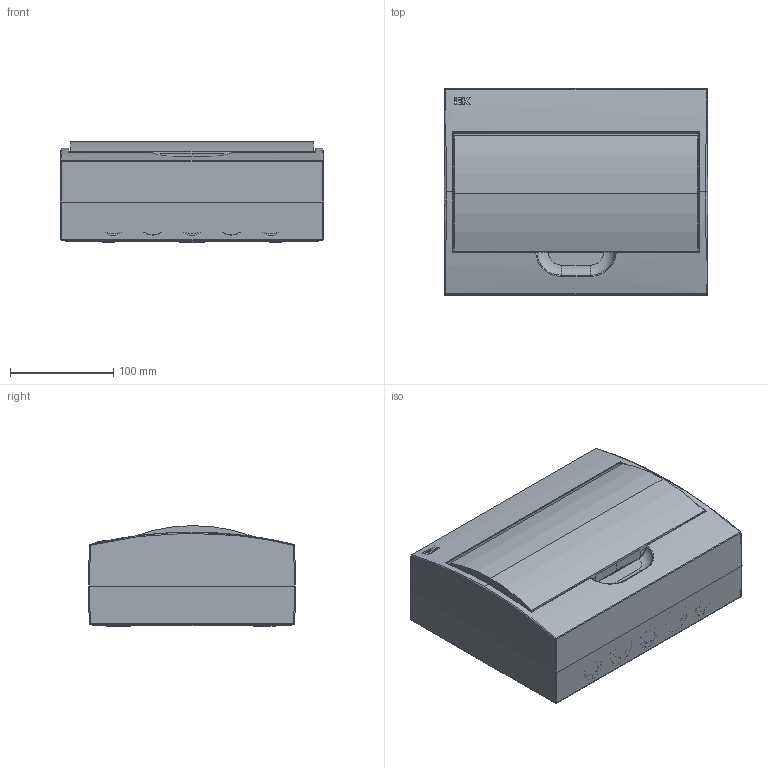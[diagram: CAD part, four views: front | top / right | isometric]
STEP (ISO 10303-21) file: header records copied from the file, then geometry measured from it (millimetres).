
FILE_DESCRIPTION (( 'STEP AP203' ), '1' );
FILE_NAME ('3MKP12-N-12-40-10 Áîêñ ÙÐÍ-Ï-12 ìîäóëåé íàâåñí.ïëàñòèê IP41.STEP', '2016-08-12T12:42:35', ( '' ), ( '' ), 'SwSTEP 2.0', 'SolidWorks 2014', '' );
FILE_SCHEMA (( 'CONFIG_CONTROL_DESIGN' ));
Products named in the file (2): 3MKP12-N-12-40-10 Áîêñ ÙÐÍ-Ï-12 ìîäóëåé íàâåñí.ïëàñòèê IP41
Bounding box: 255 x 200 x 97.34 mm (x, y, z)
Volume: 485300.9 mm3; surface area: 478446.9 mm2
Topology: 9 solids, 9 shells, 2404 faces, 6712 edges, 4427 vertices
Faces by surface type: plane 1544, bspline 423, cylinder 208, cone 179, torus 34, sphere 16
Entity records: 87365 total; most frequent: CARTESIAN_POINT 28972, ORIENTED_EDGE 13408, DIRECTION 10221, EDGE_CURVE 6704, VERTEX_POINT 4425, LINE 4077, VECTOR 4077, AXIS2_PLACEMENT_3D 3072
